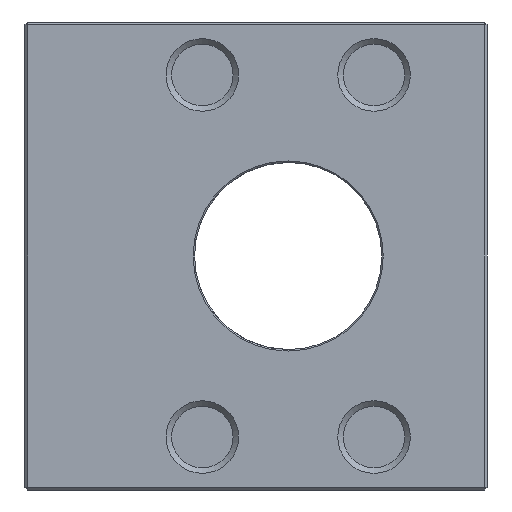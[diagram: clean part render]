
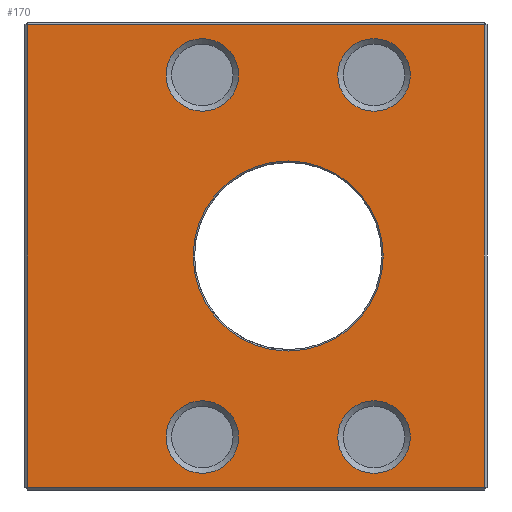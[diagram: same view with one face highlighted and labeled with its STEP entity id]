
A CAD part, left-side view. The second image highlights one B-rep face of the part: STEP entity #170.
In plain terms, the highlighted planar face has unit normal (-1, 0, 0).
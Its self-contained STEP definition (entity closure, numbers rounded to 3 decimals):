
#170=ADVANCED_FACE('',(#371,#372,#373,#374,#375,#376),#237,.F.);
#237=PLANE('',#952);
#275=LINE('',#1341,#323);
#276=LINE('',#1344,#324);
#277=LINE('',#1346,#325);
#278=LINE('',#1348,#326);
#323=VECTOR('',#1070,1.);
#324=VECTOR('',#1071,1.);
#325=VECTOR('',#1072,1.);
#326=VECTOR('',#1073,1.);
#371=FACE_BOUND('',#448,.T.);
#372=FACE_BOUND('',#449,.T.);
#373=FACE_BOUND('',#450,.T.);
#374=FACE_BOUND('',#451,.T.);
#375=FACE_BOUND('',#452,.T.);
#376=FACE_BOUND('',#453,.T.);
#448=EDGE_LOOP('',(#560));
#449=EDGE_LOOP('',(#561));
#450=EDGE_LOOP('',(#562));
#451=EDGE_LOOP('',(#563));
#452=EDGE_LOOP('',(#564));
#453=EDGE_LOOP('',(#565,#566,#567,#568));
#560=ORIENTED_EDGE('',*,*,#812,.T.);
#561=ORIENTED_EDGE('',*,*,#813,.T.);
#562=ORIENTED_EDGE('',*,*,#814,.T.);
#563=ORIENTED_EDGE('',*,*,#815,.T.);
#564=ORIENTED_EDGE('',*,*,#816,.T.);
#565=ORIENTED_EDGE('',*,*,#817,.T.);
#566=ORIENTED_EDGE('',*,*,#818,.T.);
#567=ORIENTED_EDGE('',*,*,#819,.T.);
#568=ORIENTED_EDGE('',*,*,#820,.T.);
#744=VERTEX_POINT('',#1332);
#745=VERTEX_POINT('',#1334);
#746=VERTEX_POINT('',#1336);
#747=VERTEX_POINT('',#1338);
#748=VERTEX_POINT('',#1340);
#749=VERTEX_POINT('',#1342);
#750=VERTEX_POINT('',#1343);
#751=VERTEX_POINT('',#1345);
#752=VERTEX_POINT('',#1347);
#812=EDGE_CURVE('',#744,#744,#904,.T.);
#813=EDGE_CURVE('',#745,#745,#905,.T.);
#814=EDGE_CURVE('',#746,#746,#906,.T.);
#815=EDGE_CURVE('',#747,#747,#907,.T.);
#816=EDGE_CURVE('',#748,#748,#908,.T.);
#817=EDGE_CURVE('',#749,#750,#275,.T.);
#818=EDGE_CURVE('',#750,#751,#276,.T.);
#819=EDGE_CURVE('',#751,#752,#277,.T.);
#820=EDGE_CURVE('',#752,#749,#278,.T.);
#904=CIRCLE('',#947,12.4);
#905=CIRCLE('',#948,12.4);
#906=CIRCLE('',#949,12.4);
#907=CIRCLE('',#950,12.4);
#908=CIRCLE('',#951,32.5);
#947=AXIS2_PLACEMENT_3D('',#1331,#1060,#1061);
#948=AXIS2_PLACEMENT_3D('',#1333,#1062,#1063);
#949=AXIS2_PLACEMENT_3D('',#1335,#1064,#1065);
#950=AXIS2_PLACEMENT_3D('',#1337,#1066,#1067);
#951=AXIS2_PLACEMENT_3D('',#1339,#1068,#1069);
#952=AXIS2_PLACEMENT_3D('',#1349,#1074,#1075);
#1060=DIRECTION('',(1.,0.,0.));
#1061=DIRECTION('',(0.,0.,-1.));
#1062=DIRECTION('',(1.,0.,0.));
#1063=DIRECTION('',(0.,0.,-1.));
#1064=DIRECTION('',(1.,0.,0.));
#1065=DIRECTION('',(0.,0.,-1.));
#1066=DIRECTION('',(1.,0.,0.));
#1067=DIRECTION('',(0.,0.,-1.));
#1068=DIRECTION('',(1.,0.,0.));
#1069=DIRECTION('',(0.,0.,-1.));
#1070=DIRECTION('',(0.,0.,-1.));
#1071=DIRECTION('',(0.,-1.,0.));
#1072=DIRECTION('',(0.,0.,1.));
#1073=DIRECTION('',(0.,1.,0.));
#1074=DIRECTION('',(1.,0.,0.));
#1075=DIRECTION('',(0.,0.,-1.));
#1331=CARTESIAN_POINT('',(0.,-40.35,61.9));
#1332=CARTESIAN_POINT('',(0.,-40.35,49.5));
#1333=CARTESIAN_POINT('',(0.,18.35,61.9));
#1334=CARTESIAN_POINT('',(0.,18.35,49.5));
#1335=CARTESIAN_POINT('',(0.,-40.35,-61.9));
#1336=CARTESIAN_POINT('',(0.,-40.35,-74.3));
#1337=CARTESIAN_POINT('',(0.,18.35,-61.9));
#1338=CARTESIAN_POINT('',(0.,18.35,-74.3));
#1339=CARTESIAN_POINT('',(0.,-11.,0.));
#1340=CARTESIAN_POINT('',(0.,-11.,-32.5));
#1341=CARTESIAN_POINT('',(0.,78.,0.));
#1342=CARTESIAN_POINT('',(0.,78.,79.));
#1343=CARTESIAN_POINT('',(0.,78.,-79.));
#1344=CARTESIAN_POINT('',(0.,0.,-79.));
#1345=CARTESIAN_POINT('',(0.,-78.,-79.));
#1346=CARTESIAN_POINT('',(0.,-78.,0.));
#1347=CARTESIAN_POINT('',(0.,-78.,79.));
#1348=CARTESIAN_POINT('',(0.,0.,79.));
#1349=CARTESIAN_POINT('',(0.,0.,0.));
